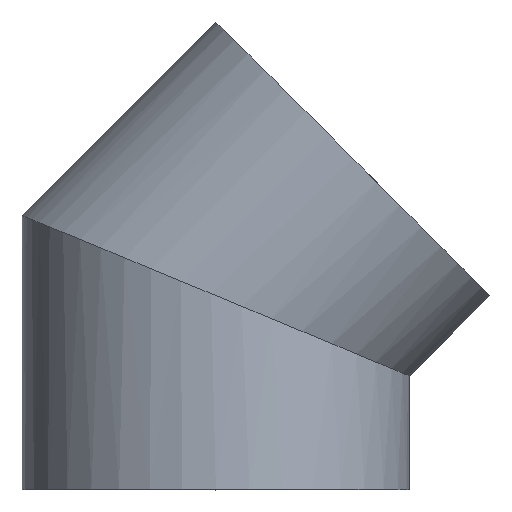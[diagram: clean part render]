
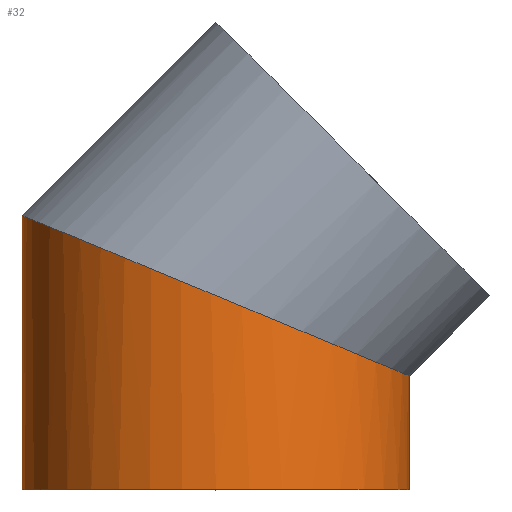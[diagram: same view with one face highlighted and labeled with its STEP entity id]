
A CAD part, top view. The second image highlights one B-rep face of the part: STEP entity #32.
In plain terms, the highlighted cylindrical face has radius 106 mm (diameter 212 mm), a partial arc.
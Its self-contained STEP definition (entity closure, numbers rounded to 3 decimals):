
#1 = CARTESIAN_POINT ( 'NONE',  ( 106., 62.132, 212. ) ) ;
#14 = ORIENTED_EDGE ( 'NONE', *, *, #55, .F. ) ;
#23 = EDGE_CURVE ( 'NONE', #247, #104, #286, .T. ) ;
#25 = CARTESIAN_POINT ( 'NONE',  ( -106., 0., 0. ) ) ;
#26 = CARTESIAN_POINT ( 'NONE',  ( -106., 0., 0. ) ) ;
#28 = CYLINDRICAL_SURFACE ( 'NONE', #52, 106. ) ;
#30 = DIRECTION ( 'NONE',  ( 0., 1., 0. ) ) ;
#32 = ADVANCED_FACE ( 'NONE', ( #202 ), #28, .T. ) ;
#46 = AXIS2_PLACEMENT_3D ( 'NONE', #101, #148, #81 ) ;
#52 = AXIS2_PLACEMENT_3D ( 'NONE', #184, #30, #273 ) ;
#55 = EDGE_CURVE ( 'NONE', #244, #104, #179, .T. ) ;
#62 = EDGE_CURVE ( 'NONE', #244, #275, #258, .T. ) ;
#66 = DIRECTION ( 'NONE',  ( 0., 1., 0. ) ) ;
#81 = DIRECTION ( 'NONE',  ( 0., 0., 1. ) ) ;
#93 = VECTOR ( 'NONE', #250, 1000. ) ;
#95 = VECTOR ( 'NONE', #66, 1000. ) ;
#101 = CARTESIAN_POINT ( 'NONE',  ( 0., 0., 0. ) ) ;
#104 = VERTEX_POINT ( 'NONE', #185 ) ;
#105 = CARTESIAN_POINT ( 'NONE',  ( 106., 62.132, 0. ) ) ;
#123 = CARTESIAN_POINT ( 'NONE',  ( 106., 0., 0. ) ) ;
#127 = ORIENTED_EDGE ( 'NONE', *, *, #200, .T. ) ;
#134 = CARTESIAN_POINT ( 'NONE',  ( -106., 149.945, 0. ) ) ;
#148 = DIRECTION ( 'NONE',  ( 0., 1., 0. ) ) ;
#171 = EDGE_LOOP ( 'NONE', ( #220, #127, #197, #14 ) ) ;
#179 = LINE ( 'NONE', #25, #95 ) ;
#184 = CARTESIAN_POINT ( 'NONE',  ( 0., 0., 0. ) ) ;
#185 = CARTESIAN_POINT ( 'NONE',  ( -106., 149.945, 0. ) ) ;
#197 = ORIENTED_EDGE ( 'NONE', *, *, #23, .T. ) ;
#200 = EDGE_CURVE ( 'NONE', #275, #247, #296, .T. ) ;
#202 = FACE_OUTER_BOUND ( 'NONE', #171, .T. ) ;
#206 = CARTESIAN_POINT ( 'NONE',  ( 106., 0., 0. ) ) ;
#220 = ORIENTED_EDGE ( 'NONE', *, *, #62, .T. ) ;
#229 = CARTESIAN_POINT ( 'NONE',  ( -106., 149.945, 212. ) ) ;
#233 = CARTESIAN_POINT ( 'NONE',  ( 106., 62.132, 0. ) ) ;
#244 = VERTEX_POINT ( 'NONE', #26 ) ;
#247 = VERTEX_POINT ( 'NONE', #105 ) ;
#250 = DIRECTION ( 'NONE',  ( 0., 1., 0. ) ) ;
#258 = CIRCLE ( 'NONE', #46, 106. ) ;
#273 = DIRECTION ( 'NONE',  ( -1., 0., 0. ) ) ;
#275 = VERTEX_POINT ( 'NONE', #206 ) ;
#286 =( BOUNDED_CURVE ( )  B_SPLINE_CURVE ( 3, ( #233, #1, #229, #134 ),
 .UNSPECIFIED., .F., .T. ) 
 B_SPLINE_CURVE_WITH_KNOTS ( ( 4, 4 ),
 ( 3.142, 6.283 ),
 .UNSPECIFIED. ) 
 CURVE ( )  GEOMETRIC_REPRESENTATION_ITEM ( )  RATIONAL_B_SPLINE_CURVE ( ( 1., 0.333, 0.333, 1. ) ) 
 REPRESENTATION_ITEM ( '' )  );
#296 = LINE ( 'NONE', #123, #93 ) ;
